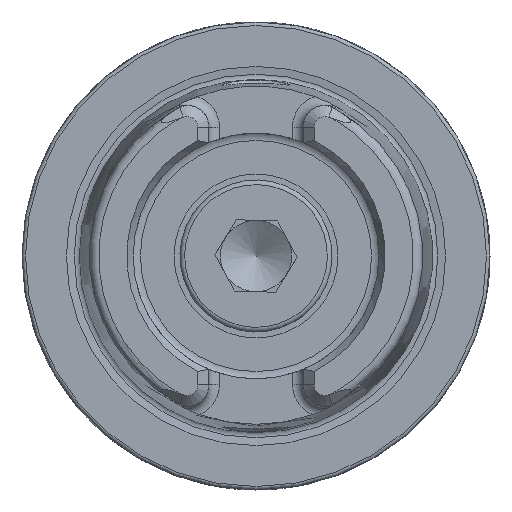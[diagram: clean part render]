
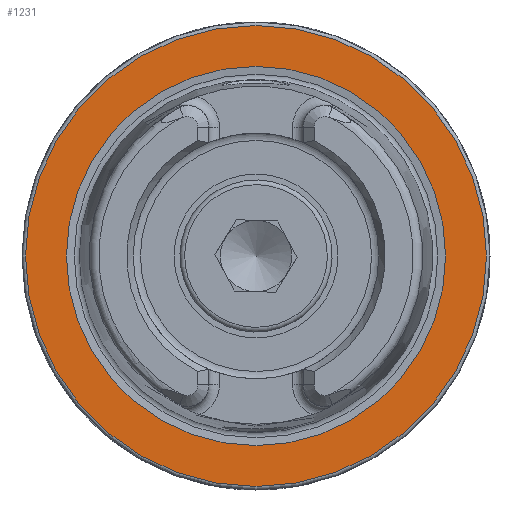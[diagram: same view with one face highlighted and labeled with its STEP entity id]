
A CAD part, left-side view. The second image highlights one B-rep face of the part: STEP entity #1231.
In plain terms, the highlighted planar face has unit normal (-1, 0, 0).
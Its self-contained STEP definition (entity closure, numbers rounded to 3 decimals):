
#229 = CARTESIAN_POINT ( 'NONE',  ( 0., 0., 19.7 ) ) ;
#438 = DIRECTION ( 'NONE',  ( -1., 0., 0. ) ) ;
#698 = ORIENTED_EDGE ( 'NONE', *, *, #2446, .T. ) ;
#789 = PLANE ( 'NONE',  #6947 ) ;
#843 = EDGE_LOOP ( 'NONE', ( #698 ) ) ;
#1231 = ADVANCED_FACE ( 'NONE', ( #2591, #7259 ), #789, .F. ) ;
#1477 = DIRECTION ( 'NONE',  ( 1., 0., 0. ) ) ;
#1994 = DIRECTION ( 'NONE',  ( -1., 0., 0. ) ) ;
#2294 = DIRECTION ( 'NONE',  ( 0., 0., 1. ) ) ;
#2446 = EDGE_CURVE ( 'NONE', #3443, #3443, #7150, .T. ) ;
#2591 = FACE_BOUND ( 'NONE', #4995, .T. ) ;
#3398 = ORIENTED_EDGE ( 'NONE', *, *, #5386, .F. ) ;
#3443 = VERTEX_POINT ( 'NONE', #229 ) ;
#3828 = AXIS2_PLACEMENT_3D ( 'NONE', #7737, #438, #2294 ) ;
#3836 = VERTEX_POINT ( 'NONE', #3860 ) ;
#3860 = CARTESIAN_POINT ( 'NONE',  ( 0., 0., 16.207 ) ) ;
#4995 = EDGE_LOOP ( 'NONE', ( #3398 ) ) ;
#5323 = CIRCLE ( 'NONE', #3828, 16.207 ) ;
#5386 = EDGE_CURVE ( 'NONE', #3836, #3836, #5323, .T. ) ;
#5713 = CARTESIAN_POINT ( 'NONE',  ( 0., 19.7, 0. ) ) ;
#6211 = CARTESIAN_POINT ( 'NONE',  ( 0., 0., 0. ) ) ;
#6717 = AXIS2_PLACEMENT_3D ( 'NONE', #6211, #1994, #6804 ) ;
#6804 = DIRECTION ( 'NONE',  ( 0., 0., 1. ) ) ;
#6909 = DIRECTION ( 'NONE',  ( 0., 0., -1. ) ) ;
#6947 = AXIS2_PLACEMENT_3D ( 'NONE', #5713, #1477, #6909 ) ;
#7150 = CIRCLE ( 'NONE', #6717, 19.7 ) ;
#7259 = FACE_OUTER_BOUND ( 'NONE', #843, .T. ) ;
#7737 = CARTESIAN_POINT ( 'NONE',  ( 0., 0., 0. ) ) ;
